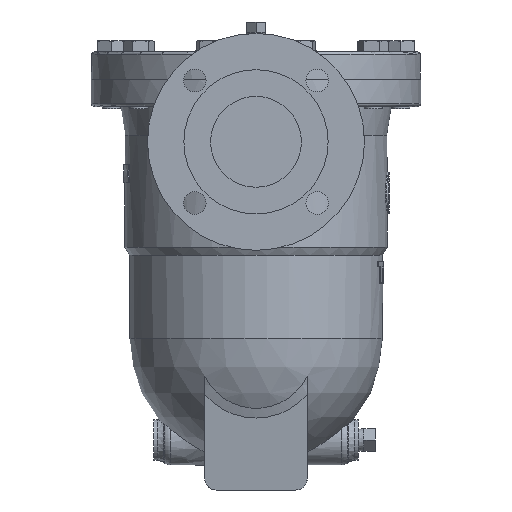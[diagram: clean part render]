
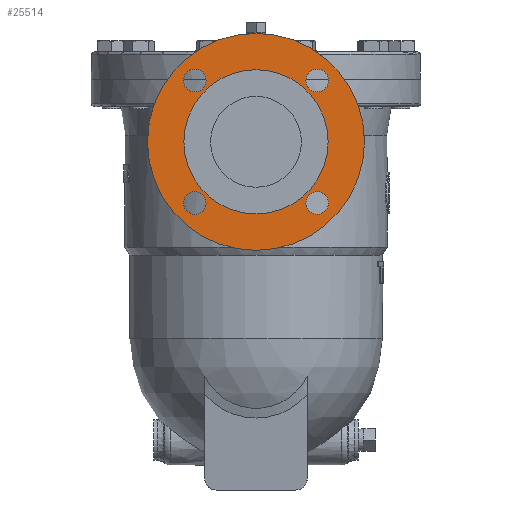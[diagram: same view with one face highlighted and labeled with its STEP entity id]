
A CAD part, left-side view. The second image highlights one B-rep face of the part: STEP entity #25514.
In plain terms, the highlighted planar face has unit normal (-1, 0, 0).
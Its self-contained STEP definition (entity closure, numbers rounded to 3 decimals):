
#24909=CARTESIAN_POINT('',(-195.4,-63.882,-108.882));
#24910=VERTEX_POINT('',#24909);
#24911=CARTESIAN_POINT('',(-195.4,-53.882,-108.882));
#24912=DIRECTION('',(1.0,0.0,0.0));
#24913=DIRECTION('',(0.0,-1.0,0.0));
#24914=AXIS2_PLACEMENT_3D('',#24911,#24912,#24913);
#24915=CIRCLE('',#24914,10.0);
#24916=EDGE_CURVE('',#24910,#24910,#24915,.T.);
#24958=CARTESIAN_POINT('',(-195.4,53.882,-118.882));
#24959=VERTEX_POINT('',#24958);
#24960=CARTESIAN_POINT('',(-195.4,53.882,-108.882));
#24961=DIRECTION('',(1.0,0.0,0.0));
#24962=DIRECTION('',(0.0,0.0,-1.0));
#24963=AXIS2_PLACEMENT_3D('',#24960,#24961,#24962);
#24964=CIRCLE('',#24963,10.0);
#24965=EDGE_CURVE('',#24959,#24959,#24964,.T.);
#25007=CARTESIAN_POINT('',(-195.4,63.882,-1.118));
#25008=VERTEX_POINT('',#25007);
#25009=CARTESIAN_POINT('',(-195.4,53.882,-1.118));
#25010=DIRECTION('',(1.0,0.0,0.0));
#25011=DIRECTION('',(0.0,1.0,0.0));
#25012=AXIS2_PLACEMENT_3D('',#25009,#25010,#25011);
#25013=CIRCLE('',#25012,10.0);
#25014=EDGE_CURVE('',#25008,#25008,#25013,.T.);
#25056=CARTESIAN_POINT('',(-195.4,-53.882,8.882));
#25057=VERTEX_POINT('',#25056);
#25058=CARTESIAN_POINT('',(-195.4,-53.882,-1.118));
#25059=DIRECTION('',(1.0,0.0,0.0));
#25060=DIRECTION('',(0.0,0.0,1.0));
#25061=AXIS2_PLACEMENT_3D('',#25058,#25059,#25060);
#25062=CIRCLE('',#25061,10.0);
#25063=EDGE_CURVE('',#25057,#25057,#25062,.T.);
#25475=CARTESIAN_POINT('',(-195.4,0.0,24.5));
#25476=DIRECTION('',(-1.0,0.0,0.0));
#25477=DIRECTION('',(0.0,0.0,1.0));
#25478=AXIS2_PLACEMENT_3D('',#25475,#25476,#25477);
#25479=PLANE('',#25478);
#25480=CARTESIAN_POINT('',(-195.4,0.0,40.5));
#25481=VERTEX_POINT('',#25480);
#25482=CARTESIAN_POINT('',(-195.4,0.0,-55.));
#25483=DIRECTION('',(-1.0,0.0,0.0));
#25484=DIRECTION('',(0.0,0.0,1.0));
#25485=AXIS2_PLACEMENT_3D('',#25482,#25483,#25484);
#25486=CIRCLE('',#25485,95.5);
#25487=EDGE_CURVE('',#25481,#25481,#25486,.T.);
#25488=ORIENTED_EDGE('',*,*,#25487,.T.);
#25489=EDGE_LOOP('',(#25488));
#25490=FACE_OUTER_BOUND('',#25489,.T.);
#25491=ORIENTED_EDGE('',*,*,#24916,.T.);
#25492=EDGE_LOOP('',(#25491));
#25493=FACE_BOUND('',#25492,.T.);
#25494=ORIENTED_EDGE('',*,*,#24965,.T.);
#25495=EDGE_LOOP('',(#25494));
#25496=FACE_BOUND('',#25495,.T.);
#25497=ORIENTED_EDGE('',*,*,#25014,.T.);
#25498=EDGE_LOOP('',(#25497));
#25499=FACE_BOUND('',#25498,.T.);
#25500=ORIENTED_EDGE('',*,*,#25063,.T.);
#25501=EDGE_LOOP('',(#25500));
#25502=FACE_BOUND('',#25501,.T.);
#25503=CARTESIAN_POINT('',(-195.4,0.0,8.5));
#25504=VERTEX_POINT('',#25503);
#25505=CARTESIAN_POINT('',(-195.4,0.0,-55.));
#25506=DIRECTION('',(-1.0,0.0,0.0));
#25507=DIRECTION('',(0.0,0.0,1.0));
#25508=AXIS2_PLACEMENT_3D('',#25505,#25506,#25507);
#25509=CIRCLE('',#25508,63.5);
#25510=EDGE_CURVE('',#25504,#25504,#25509,.T.);
#25511=ORIENTED_EDGE('',*,*,#25510,.F.);
#25512=EDGE_LOOP('',(#25511));
#25513=FACE_BOUND('',#25512,.T.);
#25514=ADVANCED_FACE('',(#25490,#25493,#25496,#25499,#25502,#25513),#25479,.T.);
